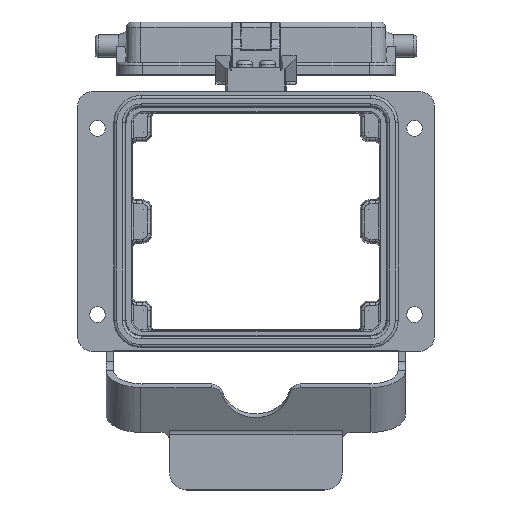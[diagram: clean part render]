
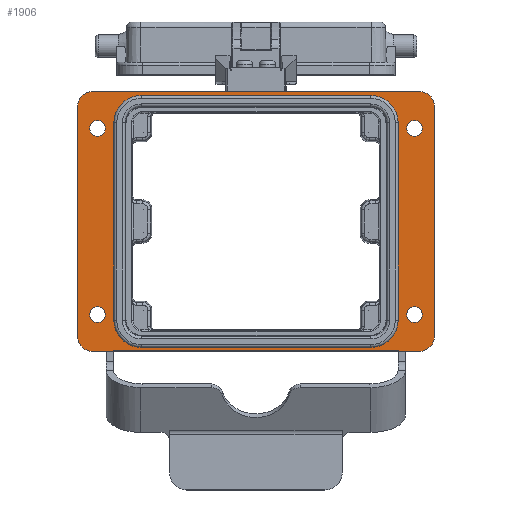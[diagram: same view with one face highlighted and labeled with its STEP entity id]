
A CAD part, top view. The second image highlights one B-rep face of the part: STEP entity #1906.
In plain terms, the highlighted planar face has unit normal (0, 0, 1).
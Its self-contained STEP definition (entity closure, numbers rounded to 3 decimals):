
#1735=ELLIPSE('',#15324,5.201,5.2);
#1736=ELLIPSE('',#15325,5.201,5.2);
#1737=ELLIPSE('',#15326,5.201,5.2);
#1738=ELLIPSE('',#15327,5.201,5.2);
#1906=ADVANCED_FACE('',(#3116,#3117,#3118,#3119,#3120,#3121),#2766,.F.);
#2766=PLANE('',#15329);
#3116=FACE_BOUND('',#3314,.T.);
#3117=FACE_BOUND('',#3315,.T.);
#3118=FACE_BOUND('',#3316,.T.);
#3119=FACE_BOUND('',#3317,.T.);
#3120=FACE_BOUND('',#3318,.T.);
#3121=FACE_BOUND('',#3319,.T.);
#3314=EDGE_LOOP('',(#6877,#6878,#6879,#6880,#6881,#6882,#6883,#6884));
#3315=EDGE_LOOP('',(#6885));
#3316=EDGE_LOOP('',(#6886));
#3317=EDGE_LOOP('',(#6887));
#3318=EDGE_LOOP('',(#6888,#6889,#6890,#6891,#6892,#6893,#6894,#6895,#6896,
#6897,#6898,#6899));
#3319=EDGE_LOOP('',(#6900));
#4388=LINE('',#22276,#5535);
#4389=LINE('',#22281,#5536);
#4390=LINE('',#22285,#5537);
#4391=LINE('',#22289,#5538);
#4392=LINE('',#22298,#5539);
#4393=LINE('',#22301,#5540);
#4394=LINE('',#22303,#5541);
#4395=LINE('',#22307,#5542);
#4396=LINE('',#22311,#5543);
#4397=LINE('',#22315,#5544);
#4398=LINE('',#22319,#5545);
#4399=LINE('',#22321,#5546);
#5535=VECTOR('',#17107,1.);
#5536=VECTOR('',#17110,1.);
#5537=VECTOR('',#17113,1.);
#5538=VECTOR('',#17116,1.);
#5539=VECTOR('',#17125,1.);
#5540=VECTOR('',#17126,1.);
#5541=VECTOR('',#17127,1.);
#5542=VECTOR('',#17130,1.);
#5543=VECTOR('',#17133,1.);
#5544=VECTOR('',#17136,1.);
#5545=VECTOR('',#17139,1.);
#5546=VECTOR('',#17140,1.);
#6877=ORIENTED_EDGE('',*,*,#12711,.T.);
#6878=ORIENTED_EDGE('',*,*,#12712,.T.);
#6879=ORIENTED_EDGE('',*,*,#12713,.T.);
#6880=ORIENTED_EDGE('',*,*,#12714,.T.);
#6881=ORIENTED_EDGE('',*,*,#12715,.T.);
#6882=ORIENTED_EDGE('',*,*,#12716,.T.);
#6883=ORIENTED_EDGE('',*,*,#12717,.T.);
#6884=ORIENTED_EDGE('',*,*,#12718,.T.);
#6885=ORIENTED_EDGE('',*,*,#12719,.F.);
#6886=ORIENTED_EDGE('',*,*,#12720,.T.);
#6887=ORIENTED_EDGE('',*,*,#12721,.T.);
#6888=ORIENTED_EDGE('',*,*,#12722,.T.);
#6889=ORIENTED_EDGE('',*,*,#12723,.T.);
#6890=ORIENTED_EDGE('',*,*,#12724,.T.);
#6891=ORIENTED_EDGE('',*,*,#12725,.T.);
#6892=ORIENTED_EDGE('',*,*,#12726,.F.);
#6893=ORIENTED_EDGE('',*,*,#12727,.T.);
#6894=ORIENTED_EDGE('',*,*,#12728,.F.);
#6895=ORIENTED_EDGE('',*,*,#12729,.T.);
#6896=ORIENTED_EDGE('',*,*,#12730,.T.);
#6897=ORIENTED_EDGE('',*,*,#12731,.T.);
#6898=ORIENTED_EDGE('',*,*,#12732,.T.);
#6899=ORIENTED_EDGE('',*,*,#12733,.T.);
#6900=ORIENTED_EDGE('',*,*,#12734,.F.);
#11273=VERTEX_POINT('',#22277);
#11274=VERTEX_POINT('',#22278);
#11275=VERTEX_POINT('',#22280);
#11276=VERTEX_POINT('',#22282);
#11277=VERTEX_POINT('',#22284);
#11278=VERTEX_POINT('',#22286);
#11279=VERTEX_POINT('',#22288);
#11280=VERTEX_POINT('',#22290);
#11281=VERTEX_POINT('',#22293);
#11282=VERTEX_POINT('',#22295);
#11283=VERTEX_POINT('',#22297);
#11284=VERTEX_POINT('',#22299);
#11285=VERTEX_POINT('',#22300);
#11286=VERTEX_POINT('',#22302);
#11287=VERTEX_POINT('',#22304);
#11288=VERTEX_POINT('',#22306);
#11289=VERTEX_POINT('',#22308);
#11290=VERTEX_POINT('',#22310);
#11291=VERTEX_POINT('',#22312);
#11292=VERTEX_POINT('',#22314);
#11293=VERTEX_POINT('',#22316);
#11294=VERTEX_POINT('',#22318);
#11295=VERTEX_POINT('',#22320);
#11296=VERTEX_POINT('',#22323);
#12711=EDGE_CURVE('',#11273,#11274,#4388,.T.);
#12712=EDGE_CURVE('',#11274,#11275,#14660,.T.);
#12713=EDGE_CURVE('',#11275,#11276,#4389,.T.);
#12714=EDGE_CURVE('',#11276,#11277,#14661,.T.);
#12715=EDGE_CURVE('',#11277,#11278,#4390,.T.);
#12716=EDGE_CURVE('',#11278,#11279,#14662,.T.);
#12717=EDGE_CURVE('',#11279,#11280,#4391,.T.);
#12718=EDGE_CURVE('',#11280,#11273,#14663,.T.);
#12719=EDGE_CURVE('',#11281,#11281,#14664,.T.);
#12720=EDGE_CURVE('',#11282,#11282,#14665,.T.);
#12721=EDGE_CURVE('',#11283,#11283,#14666,.T.);
#12722=EDGE_CURVE('',#11284,#11285,#4392,.T.);
#12723=EDGE_CURVE('',#11285,#11286,#4393,.T.);
#12724=EDGE_CURVE('',#11286,#11287,#4394,.T.);
#12725=EDGE_CURVE('',#11287,#11288,#1735,.T.);
#12726=EDGE_CURVE('',#11289,#11288,#4395,.T.);
#12727=EDGE_CURVE('',#11289,#11290,#1736,.T.);
#12728=EDGE_CURVE('',#11291,#11290,#4396,.T.);
#12729=EDGE_CURVE('',#11291,#11292,#1737,.T.);
#12730=EDGE_CURVE('',#11292,#11293,#4397,.T.);
#12731=EDGE_CURVE('',#11293,#11294,#1738,.T.);
#12732=EDGE_CURVE('',#11294,#11295,#4398,.T.);
#12733=EDGE_CURVE('',#11295,#11284,#4399,.T.);
#12734=EDGE_CURVE('',#11296,#11296,#14667,.T.);
#14660=CIRCLE('',#15317,9.504);
#14661=CIRCLE('',#15318,9.504);
#14662=CIRCLE('',#15319,9.504);
#14663=CIRCLE('',#15320,9.504);
#14664=CIRCLE('',#15321,2.75);
#14665=CIRCLE('',#15322,2.75);
#14666=CIRCLE('',#15323,2.75);
#14667=CIRCLE('',#15328,2.75);
#15317=AXIS2_PLACEMENT_3D('',#22279,#17108,#17109);
#15318=AXIS2_PLACEMENT_3D('',#22283,#17111,#17112);
#15319=AXIS2_PLACEMENT_3D('',#22287,#17114,#17115);
#15320=AXIS2_PLACEMENT_3D('',#22291,#17117,#17118);
#15321=AXIS2_PLACEMENT_3D('',#22292,#17119,#17120);
#15322=AXIS2_PLACEMENT_3D('',#22294,#17121,#17122);
#15323=AXIS2_PLACEMENT_3D('',#22296,#17123,#17124);
#15324=AXIS2_PLACEMENT_3D('',#22305,#17128,#17129);
#15325=AXIS2_PLACEMENT_3D('',#22309,#17131,#17132);
#15326=AXIS2_PLACEMENT_3D('',#22313,#17134,#17135);
#15327=AXIS2_PLACEMENT_3D('',#22317,#17137,#17138);
#15328=AXIS2_PLACEMENT_3D('',#22322,#17141,#17142);
#15329=AXIS2_PLACEMENT_3D('',#22324,#17143,#17144);
#17107=DIRECTION('',(1.,0.,0.));
#17108=DIRECTION('',(0.,0.,-1.));
#17109=DIRECTION('',(-1.,0.,0.));
#17110=DIRECTION('',(0.,-1.,0.));
#17111=DIRECTION('',(0.,0.,-1.));
#17112=DIRECTION('',(-1.,0.,0.));
#17113=DIRECTION('',(-1.,0.,0.));
#17114=DIRECTION('',(0.,0.,-1.));
#17115=DIRECTION('',(-1.,0.,0.));
#17116=DIRECTION('',(0.,1.,0.));
#17117=DIRECTION('',(0.,0.,-1.));
#17118=DIRECTION('',(-1.,0.,0.));
#17119=DIRECTION('',(0.,0.,1.));
#17120=DIRECTION('',(-1.,0.,0.));
#17121=DIRECTION('',(0.,0.,-1.));
#17122=DIRECTION('',(-1.,0.,0.));
#17123=DIRECTION('',(0.,0.,-1.));
#17124=DIRECTION('',(-1.,0.,0.));
#17125=DIRECTION('',(1.,0.,0.));
#17126=DIRECTION('',(0.,-1.,0.));
#17127=DIRECTION('',(1.,0.,0.));
#17128=DIRECTION('',(0.,0.,1.));
#17129=DIRECTION('',(0.707,-0.707,0.));
#17130=DIRECTION('',(0.,-1.,0.));
#17131=DIRECTION('',(0.,0.,1.));
#17132=DIRECTION('',(0.707,0.707,0.));
#17133=DIRECTION('',(1.,0.,0.));
#17134=DIRECTION('',(0.,0.,1.));
#17135=DIRECTION('',(-0.707,0.707,0.));
#17136=DIRECTION('',(0.,-1.,0.));
#17137=DIRECTION('',(0.,0.,1.));
#17138=DIRECTION('',(-0.707,-0.707,0.));
#17139=DIRECTION('',(1.,0.,0.));
#17140=DIRECTION('',(0.,1.,0.));
#17141=DIRECTION('',(0.,0.,1.));
#17142=DIRECTION('',(-1.,0.,0.));
#17143=DIRECTION('',(0.,0.,-1.));
#17144=DIRECTION('',(-1.,0.,0.));
#22276=CARTESIAN_POINT('',(39.895,43.77,0.));
#22277=CARTESIAN_POINT('',(-39.895,43.77,0.));
#22278=CARTESIAN_POINT('',(39.895,43.77,0.));
#22279=CARTESIAN_POINT('',(39.895,34.267,0.));
#22280=CARTESIAN_POINT('',(49.398,34.267,0.));
#22281=CARTESIAN_POINT('',(49.398,-34.267,0.));
#22282=CARTESIAN_POINT('',(49.398,-34.267,0.));
#22283=CARTESIAN_POINT('',(39.895,-34.267,0.));
#22284=CARTESIAN_POINT('',(39.895,-43.77,0.));
#22285=CARTESIAN_POINT('',(39.895,-43.77,0.));
#22286=CARTESIAN_POINT('',(-39.895,-43.77,0.));
#22287=CARTESIAN_POINT('',(-39.895,-34.267,0.));
#22288=CARTESIAN_POINT('',(-49.398,-34.267,0.));
#22289=CARTESIAN_POINT('',(-49.398,-34.267,0.));
#22290=CARTESIAN_POINT('',(-49.398,34.267,0.));
#22291=CARTESIAN_POINT('',(-39.895,34.267,0.));
#22292=CARTESIAN_POINT('',(55.099,32.399,0.));
#22293=CARTESIAN_POINT('',(52.349,32.399,0.));
#22294=CARTESIAN_POINT('',(-55.099,32.399,0.));
#22295=CARTESIAN_POINT('',(-57.849,32.399,0.));
#22296=CARTESIAN_POINT('',(55.099,-32.399,0.));
#22297=CARTESIAN_POINT('',(52.349,-32.399,0.));
#22298=CARTESIAN_POINT('',(61.998,-44.985,0.));
#22299=CARTESIAN_POINT('',(-49.541,-44.985,0.));
#22300=CARTESIAN_POINT('',(49.541,-44.985,0.));
#22301=CARTESIAN_POINT('',(49.541,45.049,0.));
#22302=CARTESIAN_POINT('',(49.541,-45.149,0.));
#22303=CARTESIAN_POINT('',(0.,-45.149,0.));
#22304=CARTESIAN_POINT('',(56.799,-45.149,0.));
#22305=CARTESIAN_POINT('',(56.798,-39.948,0.));
#22306=CARTESIAN_POINT('',(61.998,-39.95,0.));
#22307=CARTESIAN_POINT('',(61.998,-45.149,0.));
#22308=CARTESIAN_POINT('',(61.998,39.95,0.));
#22309=CARTESIAN_POINT('',(56.798,39.948,0.));
#22310=CARTESIAN_POINT('',(56.799,45.149,0.));
#22311=CARTESIAN_POINT('',(0.,45.149,0.));
#22312=CARTESIAN_POINT('',(-56.799,45.149,0.));
#22313=CARTESIAN_POINT('',(-56.798,39.948,0.));
#22314=CARTESIAN_POINT('',(-61.998,39.95,0.));
#22315=CARTESIAN_POINT('',(-61.998,-45.149,0.));
#22316=CARTESIAN_POINT('',(-61.998,-39.95,0.));
#22317=CARTESIAN_POINT('',(-56.798,-39.948,0.));
#22318=CARTESIAN_POINT('',(-56.799,-45.149,0.));
#22319=CARTESIAN_POINT('',(0.,-45.149,0.));
#22320=CARTESIAN_POINT('',(-49.541,-45.149,0.));
#22321=CARTESIAN_POINT('',(-49.541,45.049,0.));
#22322=CARTESIAN_POINT('',(-55.099,-32.399,0.));
#22323=CARTESIAN_POINT('',(-57.849,-32.399,0.));
#22324=CARTESIAN_POINT('',(61.998,45.049,0.));
